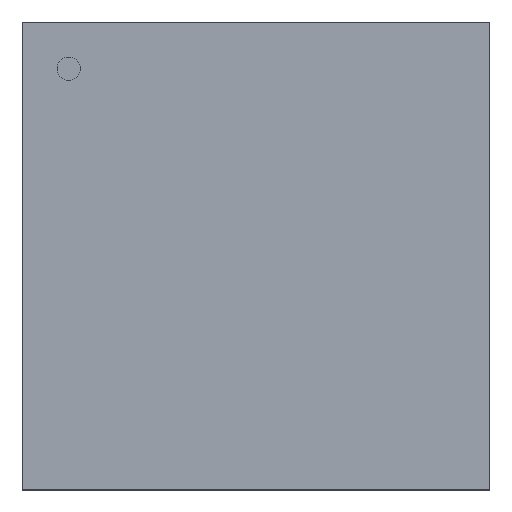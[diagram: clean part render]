
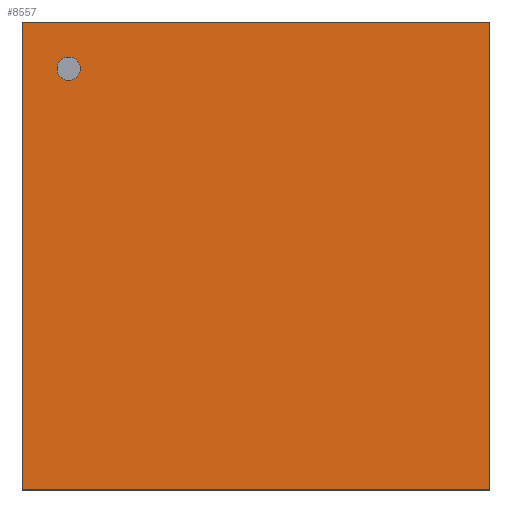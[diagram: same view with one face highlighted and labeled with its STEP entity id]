
A CAD part, top view. The second image highlights one B-rep face of the part: STEP entity #8557.
In plain terms, the highlighted planar face has unit normal (0, 0, 1).
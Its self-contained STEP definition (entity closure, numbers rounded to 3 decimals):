
#8333=CARTESIAN_POINT('',(9.08,-9.08,1.321));
#8332=VERTEX_POINT('',#8333);
#8343=CARTESIAN_POINT('',(-9.08,-9.08,1.321));
#8342=VERTEX_POINT('',#8343);
#8341=EDGE_CURVE('',#8342,#8332,#8346,.T.);
#8346=LINE('',#8343,#8348);
#8348=VECTOR('',#8349,18.161);
#8349=DIRECTION('',(1.0,0.0,0.0));
#8382=CARTESIAN_POINT('',(9.08,9.08,1.321));
#8381=VERTEX_POINT('',#8382);
#8390=EDGE_CURVE('',#8332,#8381,#8395,.T.);
#8395=LINE('',#8333,#8397);
#8397=VECTOR('',#8398,18.161);
#8398=DIRECTION('',(0.0,1.0,0.0));
#8431=CARTESIAN_POINT('',(-9.08,9.08,1.321));
#8430=VERTEX_POINT('',#8431);
#8439=EDGE_CURVE('',#8381,#8430,#8444,.T.);
#8444=LINE('',#8382,#8446);
#8446=VECTOR('',#8447,18.161);
#8447=DIRECTION('',(-1.0,0.0,0.0));
#8488=EDGE_CURVE('',#8430,#8342,#8493,.T.);
#8493=LINE('',#8431,#8495);
#8495=VECTOR('',#8496,18.161);
#8496=DIRECTION('',(0.0,-1.0,0.0));
#8557=ADVANCED_FACE('',(#8563),#8558,.T.);
#8558=PLANE('',#8559);
#8559=AXIS2_PLACEMENT_3D('',#8560,#8561,#8562);
#8560=CARTESIAN_POINT('',(-9.08,-9.08,1.321));
#8561=DIRECTION('',(0.0,0.0,1.0));
#8562=DIRECTION('',(0.,1.,0.));
#8563=FACE_OUTER_BOUND('',#8564,.T.);
#8564=EDGE_LOOP('',(#8565,#8575,#8585,#8595));
#8565=ORIENTED_EDGE('',*,*,#8341,.T.);
#8575=ORIENTED_EDGE('',*,*,#8390,.T.);
#8585=ORIENTED_EDGE('',*,*,#8439,.T.);
#8595=ORIENTED_EDGE('',*,*,#8488,.T.);
